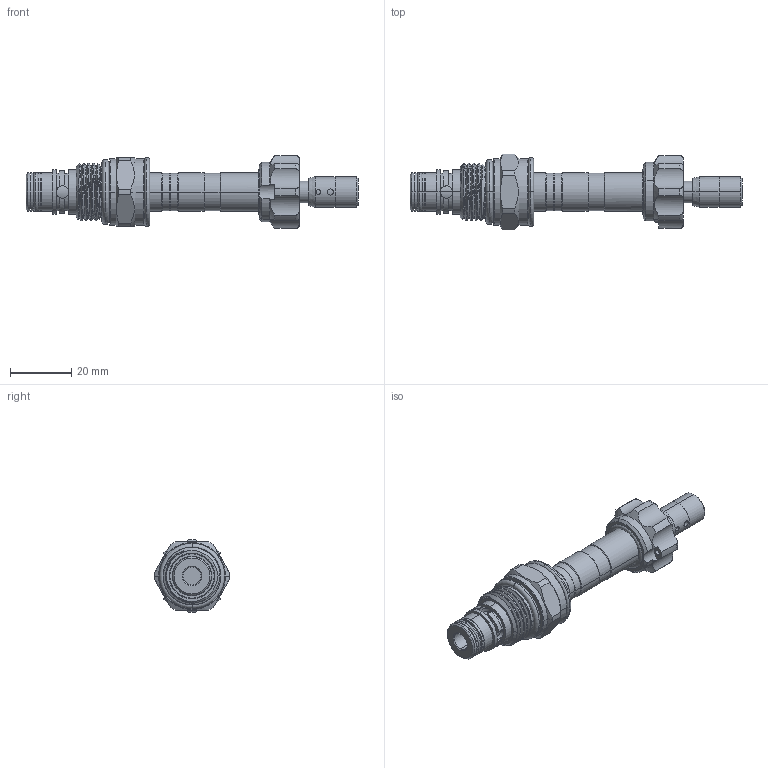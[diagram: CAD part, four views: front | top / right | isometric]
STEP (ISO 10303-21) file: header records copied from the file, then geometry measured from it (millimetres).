
FILE_DESCRIPTION (( 'STEP AP203' ), '1' );
FILE_NAME ('EP08W2A52T04.STEP', '2016-08-15T08:36:33', ( '' ), ( '' ), 'SwSTEP 2.0', 'SolidWorks 2012', '' );
FILE_SCHEMA (( 'CONFIG_CONTROL_DESIGN' ));
Length unit declared in the file: millimetre
Products named in the file (1): EP08W2A52T04
Bounding box: 108.28 x 24.65 x 23.79 mm (x, y, z)
Volume: 19843.8 mm3; surface area: 9170 mm2
Topology: 6 solids, 6 shells, 296 faces, 709 edges, 442 vertices
Faces by surface type: cylinder 146, plane 65, cone 46, torus 34, bspline 5
Entity records: 14867 total; most frequent: CARTESIAN_POINT 7990, DIRECTION 1460, ORIENTED_EDGE 1418, EDGE_CURVE 709, AXIS2_PLACEMENT_3D 613, VERTEX_POINT 442, EDGE_LOOP 325, CIRCLE 321
